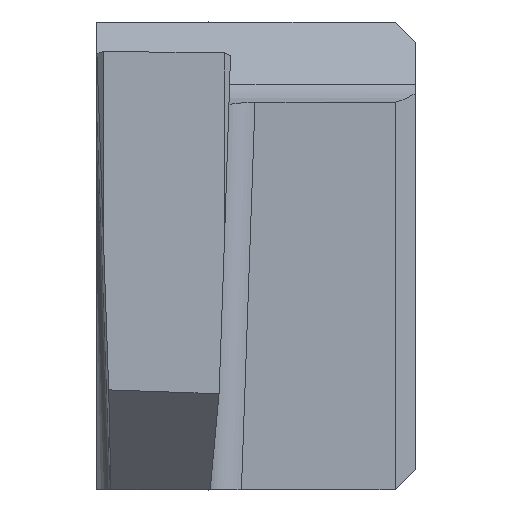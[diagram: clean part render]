
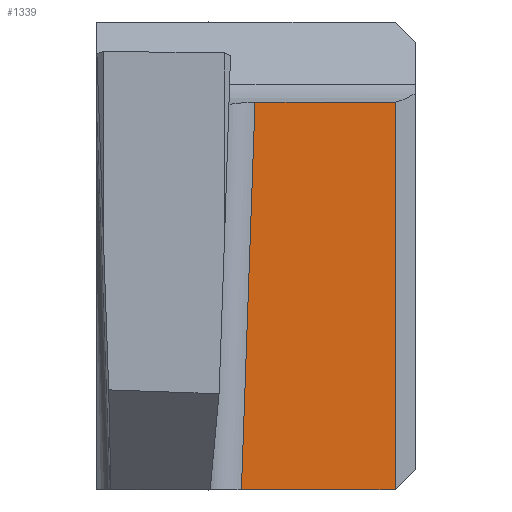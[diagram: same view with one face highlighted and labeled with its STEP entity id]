
A CAD part, front view. The second image highlights one B-rep face of the part: STEP entity #1339.
In plain terms, the highlighted planar face has unit normal (0, -1, 0).
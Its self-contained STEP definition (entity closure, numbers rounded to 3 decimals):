
#292=CARTESIAN_POINT('',(4.46,-3.3,2.298));
#297=DIRECTION('',(-1.,0.,0.));
#298=VECTOR('',#297,2.095);
#299=CARTESIAN_POINT('',(4.46,-3.3,2.298));
#300=LINE('',#299,#298);
#341=DIRECTION('',(0.,0.,1.));
#342=VECTOR('',#341,5.798);
#343=CARTESIAN_POINT('',(4.46,-3.3,-3.5));
#344=LINE('',#343,#342);
#417=CARTESIAN_POINT('',(2.162,-3.3,-3.5));
#422=DIRECTION('',(1.,0.,0.));
#423=VECTOR('',#422,2.298);
#424=CARTESIAN_POINT('',(2.162,-3.3,-3.5));
#425=LINE('',#424,#423);
#564=DIRECTION('',(0.035,0.,0.999));
#565=VECTOR('',#564,5.802);
#566=CARTESIAN_POINT('',(2.162,-3.3,-3.5));
#567=LINE('',#566,#565);
#878=VERTEX_POINT('',#292);
#879=CARTESIAN_POINT('',(2.365,-3.3,2.298));
#880=VERTEX_POINT('',#879);
#883=CARTESIAN_POINT('',(4.46,-3.3,-3.5));
#884=VERTEX_POINT('',#883);
#924=VERTEX_POINT('',#417);
#1328=CARTESIAN_POINT('',(4.76,-3.3,4.2));
#1329=DIRECTION('',(0.,1.,0.));
#1330=DIRECTION('',(-1.,0.,0.));
#1331=AXIS2_PLACEMENT_3D('',#1328,#1329,#1330);
#1332=PLANE('',#1331);
#1333=ORIENTED_EDGE('',*,*,#1151,.F.);
#1334=ORIENTED_EDGE('',*,*,#1202,.F.);
#1335=ORIENTED_EDGE('',*,*,#1323,.T.);
#1336=ORIENTED_EDGE('',*,*,#1128,.F.);
#1337=EDGE_LOOP('',(#1333,#1334,#1335,#1336));
#1338=FACE_OUTER_BOUND('',#1337,.F.);
#1128=EDGE_CURVE('',#878,#880,#300,.T.);
#1151=EDGE_CURVE('',#884,#878,#344,.T.);
#1202=EDGE_CURVE('',#924,#884,#425,.T.);
#1323=EDGE_CURVE('',#924,#880,#567,.T.);
#1339=ADVANCED_FACE('',(#1338),#1332,.F.);
